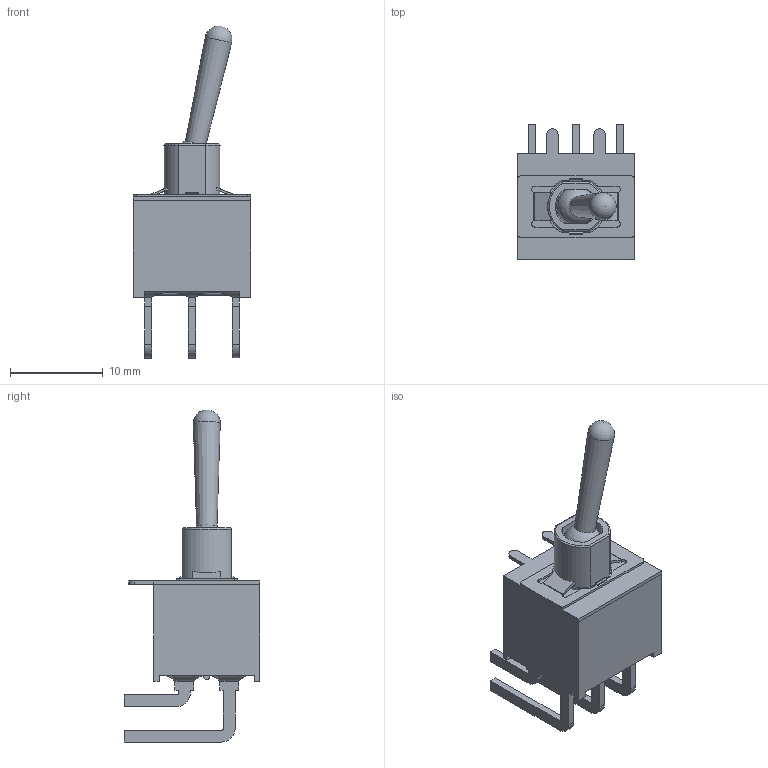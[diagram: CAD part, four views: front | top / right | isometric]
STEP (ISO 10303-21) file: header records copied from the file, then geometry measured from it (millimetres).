
FILE_DESCRIPTION(/* description */ (''),/* implementation_level */ '2;1');
FILE_NAME(/* name */ '100AWDPxT1B4M6xE.stp',/* time_stamp */ '2022-05-17T17:19:59-05:00',/* author */ ('mwilliams'),/* organization */ (''),/* preprocessor_version */ 'ST-DEVELOPER v18',/* originating_system */ 'Autodesk Inventor 2020',/* authorisation */ '');
FILE_SCHEMA (('AUTOMOTIVE_DESIGN { 1 0 10303 214 3 1 1 }'));
Length unit declared in the file: inch
Products named in the file (1): T102103_Shrinkwrap_1
Bounding box: 12.7 x 14.61 x 35.74 mm (x, y, z)
Volume: 1784.2 mm3; surface area: 2120.8 mm2
Topology: 7 solids, 7 shells, 219 faces, 580 edges, 368 vertices
Faces by surface type: plane 144, cylinder 58, bspline 12, sphere 2, torus 2, cone 1
Full cylindrical faces by diameter (mm): 6 x1
Entity records: 6981 total; most frequent: CARTESIAN_POINT 1554, ORIENTED_EDGE 1140, DIRECTION 1082, EDGE_CURVE 570, LINE 418, VECTOR 418, VERTEX_POINT 368, AXIS2_PLACEMENT_3D 332
